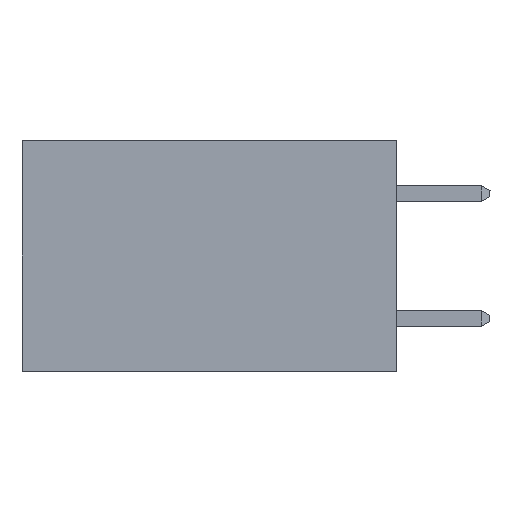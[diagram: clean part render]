
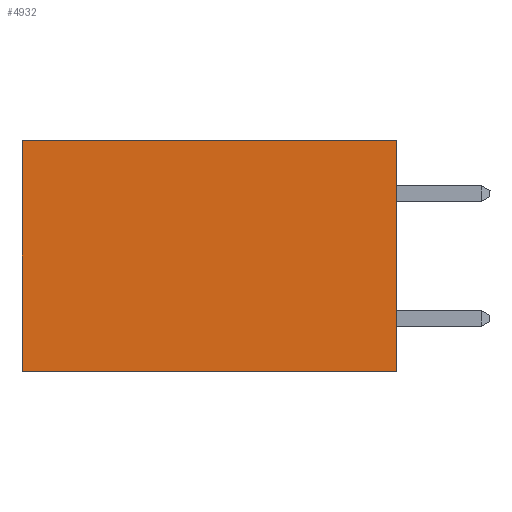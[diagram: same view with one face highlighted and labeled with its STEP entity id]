
A CAD part, left-side view. The second image highlights one B-rep face of the part: STEP entity #4932.
In plain terms, the highlighted planar face has unit normal (-1, 0, 0).
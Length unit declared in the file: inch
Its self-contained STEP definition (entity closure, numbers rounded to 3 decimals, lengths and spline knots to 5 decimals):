
#317 = DIRECTION ( 'NONE',  ( 0., 1., 0. ) ) ;
#834 = DIRECTION ( 'NONE',  ( 0., 0., -1. ) ) ;
#968 = ORIENTED_EDGE ( 'NONE', *, *, #6221, .F. ) ;
#1374 = CARTESIAN_POINT ( 'NONE',  ( 0.298, 0., 0. ) ) ;
#1382 = CARTESIAN_POINT ( 'NONE',  ( 0.298, 0., -0.37 ) ) ;
#1399 = CARTESIAN_POINT ( 'NONE',  ( 0.298, 0., -0.37 ) ) ;
#1995 = CARTESIAN_POINT ( 'NONE',  ( 0.298, 0.6, 0. ) ) ;
#2131 = EDGE_CURVE ( 'NONE', #15258, #15424, #11681, .T. ) ;
#3052 = CARTESIAN_POINT ( 'NONE',  ( 0.298, 0.6, 0. ) ) ;
#3248 = VECTOR ( 'NONE', #834, 39.37008 ) ;
#4180 = DIRECTION ( 'NONE',  ( 0., 0., -1. ) ) ;
#4237 = ORIENTED_EDGE ( 'NONE', *, *, #4898, .F. ) ;
#4403 = VECTOR ( 'NONE', #4634, 39.37008 ) ;
#4477 = VECTOR ( 'NONE', #15450, 39.37008 ) ;
#4634 = DIRECTION ( 'NONE',  ( 0., 1., 0. ) ) ;
#4663 = EDGE_LOOP ( 'NONE', ( #15122, #968, #4237, #7335 ) ) ;
#4898 = EDGE_CURVE ( 'NONE', #15258, #7833, #14034, .T. ) ;
#4909 = CARTESIAN_POINT ( 'NONE',  ( 0.298, 0., 0. ) ) ;
#4932 = ADVANCED_FACE ( 'NONE', ( #13250 ), #6519, .F. ) ;
#5733 = CARTESIAN_POINT ( 'NONE',  ( 0.298, 0., 0. ) ) ;
#6221 = EDGE_CURVE ( 'NONE', #7833, #7069, #15197, .T. ) ;
#6519 = PLANE ( 'NONE',  #13054 ) ;
#7069 = VERTEX_POINT ( 'NONE', #16859 ) ;
#7230 = DIRECTION ( 'NONE',  ( 1., 0., 0. ) ) ;
#7335 = ORIENTED_EDGE ( 'NONE', *, *, #2131, .T. ) ;
#7833 = VERTEX_POINT ( 'NONE', #1399 ) ;
#8181 = LINE ( 'NONE', #1995, #4477 ) ;
#11681 = LINE ( 'NONE', #4909, #4403 ) ;
#13054 = AXIS2_PLACEMENT_3D ( 'NONE', #16181, #7230, #4180 ) ;
#13250 = FACE_OUTER_BOUND ( 'NONE', #4663, .T. ) ;
#14034 = LINE ( 'NONE', #5733, #3248 ) ;
#14772 = VECTOR ( 'NONE', #317, 39.37008 ) ;
#15122 = ORIENTED_EDGE ( 'NONE', *, *, #17214, .T. ) ;
#15197 = LINE ( 'NONE', #1382, #14772 ) ;
#15258 = VERTEX_POINT ( 'NONE', #1374 ) ;
#15424 = VERTEX_POINT ( 'NONE', #3052 ) ;
#15450 = DIRECTION ( 'NONE',  ( 0., 0., -1. ) ) ;
#16181 = CARTESIAN_POINT ( 'NONE',  ( 0.298, 0., 0. ) ) ;
#16859 = CARTESIAN_POINT ( 'NONE',  ( 0.298, 0.6, -0.37 ) ) ;
#17214 = EDGE_CURVE ( 'NONE', #15424, #7069, #8181, .T. ) ;
